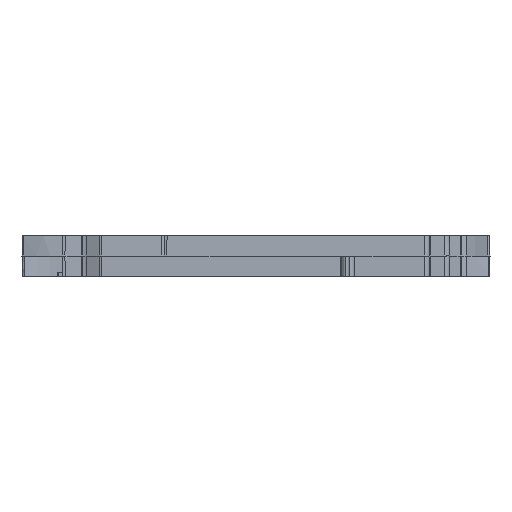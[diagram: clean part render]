
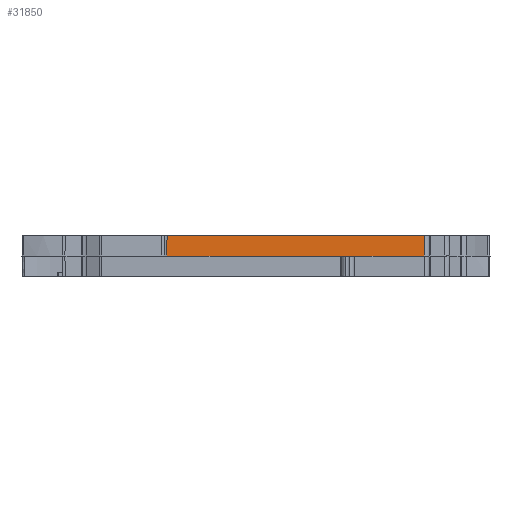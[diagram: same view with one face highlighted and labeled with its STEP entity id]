
A CAD part, left-side view. The second image highlights one B-rep face of the part: STEP entity #31850.
In plain terms, the highlighted planar face has unit normal (-1, 0, 0.009).
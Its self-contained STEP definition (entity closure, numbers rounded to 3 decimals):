
#694 = LINE ( 'NONE', #16698, #11983 ) ;
#1437 = DIRECTION ( 'NONE',  ( 0.009, 0.009, 1. ) ) ;
#5656 = VECTOR ( 'NONE', #38723, 1000. ) ;
#6264 = DIRECTION ( 'NONE',  ( 0., -1., 0. ) ) ;
#6851 = ORIENTED_EDGE ( 'NONE', *, *, #39159, .T. ) ;
#7375 = ORIENTED_EDGE ( 'NONE', *, *, #25780, .T. ) ;
#8180 = VECTOR ( 'NONE', #12982, 1000. ) ;
#9610 = DIRECTION ( 'NONE',  ( 0.009, -0.009, 1. ) ) ;
#9827 = PLANE ( 'NONE',  #48331 ) ;
#11166 = LINE ( 'NONE', #30597, #5656 ) ;
#11648 = VERTEX_POINT ( 'NONE', #39444 ) ;
#11983 = VECTOR ( 'NONE', #48665, 1000. ) ;
#12878 = ORIENTED_EDGE ( 'NONE', *, *, #32707, .F. ) ;
#12982 = DIRECTION ( 'NONE',  ( 0., -1., 0. ) ) ;
#13621 = VECTOR ( 'NONE', #1437, 1000. ) ;
#14752 = VERTEX_POINT ( 'NONE', #22913 ) ;
#15021 = CARTESIAN_POINT ( 'NONE',  ( -91.2, -51.25, 0. ) ) ;
#15107 = CARTESIAN_POINT ( 'NONE',  ( -91.113, -177.455, 10. ) ) ;
#16698 = CARTESIAN_POINT ( 'NONE',  ( -91.2, -180., 0. ) ) ;
#16860 = ORIENTED_EDGE ( 'NONE', *, *, #30531, .F. ) ;
#19152 = CARTESIAN_POINT ( 'NONE',  ( -91.113, -180., 10. ) ) ;
#19803 = EDGE_LOOP ( 'NONE', ( #6851, #42000, #12878, #16860, #7375, #28633 ) ) ;
#21898 = DIRECTION ( 'NONE',  ( -1., 0., 0.009 ) ) ;
#22913 = CARTESIAN_POINT ( 'NONE',  ( -91.113, -51.337, 10. ) ) ;
#25497 = EDGE_CURVE ( 'NONE', #25578, #11648, #11166, .T. ) ;
#25578 = VERTEX_POINT ( 'NONE', #39487 ) ;
#25780 = EDGE_CURVE ( 'NONE', #28736, #25578, #33954, .T. ) ;
#26358 = FACE_OUTER_BOUND ( 'NONE', #19803, .T. ) ;
#26629 = CARTESIAN_POINT ( 'NONE',  ( -91.2, -177.542, -0.021 ) ) ;
#28633 = ORIENTED_EDGE ( 'NONE', *, *, #25497, .T. ) ;
#28736 = VERTEX_POINT ( 'NONE', #15021 ) ;
#29768 = DIRECTION ( 'NONE',  ( 0.009, 0., 1. ) ) ;
#30531 = EDGE_CURVE ( 'NONE', #28736, #14752, #34015, .T. ) ;
#30597 = CARTESIAN_POINT ( 'NONE',  ( -91.2, -180., 0. ) ) ;
#30613 = CARTESIAN_POINT ( 'NONE',  ( -91.2, -177.542, 0. ) ) ;
#31850 = ADVANCED_FACE ( 'NONE', ( #26358 ), #9827, .T. ) ;
#32707 = EDGE_CURVE ( 'NONE', #14752, #40074, #47185, .T. ) ;
#33954 = LINE ( 'NONE', #49661, #8180 ) ;
#34015 = LINE ( 'NONE', #38468, #34875 ) ;
#34478 = CARTESIAN_POINT ( 'NONE',  ( -91.2, -180., 0. ) ) ;
#34875 = VECTOR ( 'NONE', #9610, 1000. ) ;
#37387 = LINE ( 'NONE', #26629, #13621 ) ;
#38468 = CARTESIAN_POINT ( 'NONE',  ( -91.19, -51.26, 1.123 ) ) ;
#38723 = DIRECTION ( 'NONE',  ( 0., -1., 0. ) ) ;
#39159 = EDGE_CURVE ( 'NONE', #11648, #40955, #694, .T. ) ;
#39218 = VECTOR ( 'NONE', #6264, 1000. ) ;
#39444 = CARTESIAN_POINT ( 'NONE',  ( -91.2, -141.1, 0. ) ) ;
#39487 = CARTESIAN_POINT ( 'NONE',  ( -91.2, -138.9, 0. ) ) ;
#40074 = VERTEX_POINT ( 'NONE', #15107 ) ;
#40955 = VERTEX_POINT ( 'NONE', #30613 ) ;
#41273 = EDGE_CURVE ( 'NONE', #40955, #40074, #37387, .T. ) ;
#42000 = ORIENTED_EDGE ( 'NONE', *, *, #41273, .T. ) ;
#47185 = LINE ( 'NONE', #19152, #39218 ) ;
#48331 = AXIS2_PLACEMENT_3D ( 'NONE', #34478, #21898, #29768 ) ;
#48665 = DIRECTION ( 'NONE',  ( 0., -1., 0. ) ) ;
#49661 = CARTESIAN_POINT ( 'NONE',  ( -91.2, -180., 0. ) ) ;
